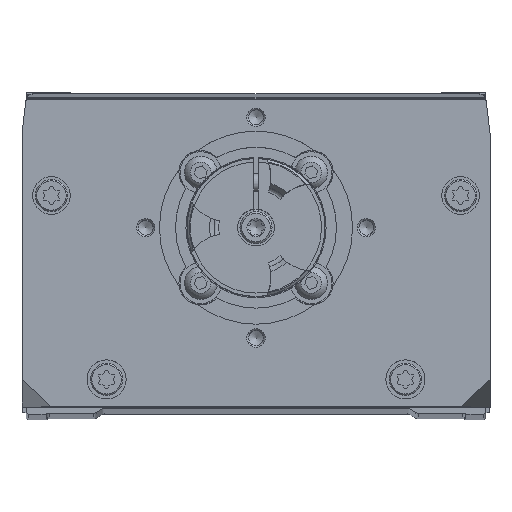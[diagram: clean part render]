
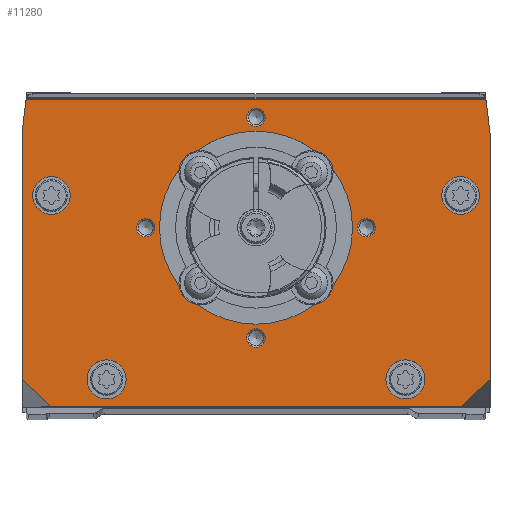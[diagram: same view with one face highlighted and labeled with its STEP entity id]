
A CAD part, top view. The second image highlights one B-rep face of the part: STEP entity #11280.
In plain terms, the highlighted planar face has unit normal (0, 0, 1).
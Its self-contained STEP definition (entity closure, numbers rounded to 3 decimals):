
#344=PLANE('',#13058);
#734=LINE('',#18459,#1617);
#735=LINE('',#18462,#1618);
#736=LINE('',#18464,#1619);
#737=LINE('',#18466,#1620);
#738=LINE('',#18468,#1621);
#739=LINE('',#18472,#1622);
#740=LINE('',#18476,#1623);
#741=LINE('',#18478,#1624);
#1617=VECTOR('',#14682,1000.);
#1618=VECTOR('',#14683,1000.);
#1619=VECTOR('',#14684,1000.);
#1620=VECTOR('',#14685,1000.);
#1621=VECTOR('',#14686,1000.);
#1622=VECTOR('',#14689,1000.);
#1623=VECTOR('',#14692,1000.);
#1624=VECTOR('',#14693,1000.);
#2643=ORIENTED_EDGE('',*,*,#5891,.F.);
#2644=ORIENTED_EDGE('',*,*,#5691,.T.);
#2645=ORIENTED_EDGE('',*,*,#5892,.F.);
#2646=ORIENTED_EDGE('',*,*,#5685,.T.);
#2647=ORIENTED_EDGE('',*,*,#5893,.F.);
#2648=ORIENTED_EDGE('',*,*,#5693,.T.);
#2649=ORIENTED_EDGE('',*,*,#5894,.F.);
#2650=ORIENTED_EDGE('',*,*,#5683,.T.);
#2651=ORIENTED_EDGE('',*,*,#5895,.T.);
#2652=ORIENTED_EDGE('',*,*,#5896,.T.);
#2653=ORIENTED_EDGE('',*,*,#5897,.T.);
#2654=ORIENTED_EDGE('',*,*,#5898,.T.);
#2655=ORIENTED_EDGE('',*,*,#5899,.F.);
#2656=ORIENTED_EDGE('',*,*,#5900,.F.);
#2657=ORIENTED_EDGE('',*,*,#5901,.F.);
#2658=ORIENTED_EDGE('',*,*,#5902,.F.);
#2659=ORIENTED_EDGE('',*,*,#5903,.F.);
#2660=ORIENTED_EDGE('',*,*,#5904,.F.);
#2661=ORIENTED_EDGE('',*,*,#5905,.F.);
#2662=ORIENTED_EDGE('',*,*,#5906,.F.);
#2663=ORIENTED_EDGE('',*,*,#5907,.F.);
#2664=ORIENTED_EDGE('',*,*,#5908,.T.);
#2665=ORIENTED_EDGE('',*,*,#5909,.T.);
#2666=ORIENTED_EDGE('',*,*,#5910,.T.);
#2667=ORIENTED_EDGE('',*,*,#5911,.F.);
#2668=ORIENTED_EDGE('',*,*,#5912,.T.);
#5683=EDGE_CURVE('',#7317,#7316,#8470,.T.);
#5685=EDGE_CURVE('',#7318,#7319,#8471,.T.);
#5691=EDGE_CURVE('',#7325,#7324,#8474,.T.);
#5693=EDGE_CURVE('',#7326,#7327,#8475,.T.);
#5891=EDGE_CURVE('',#7325,#7316,#8578,.F.);
#5892=EDGE_CURVE('',#7318,#7324,#8579,.F.);
#5893=EDGE_CURVE('',#7326,#7319,#8580,.F.);
#5894=EDGE_CURVE('',#7317,#7327,#8581,.F.);
#5895=EDGE_CURVE('',#7508,#7508,#8582,.T.);
#5896=EDGE_CURVE('',#7509,#7509,#8583,.T.);
#5897=EDGE_CURVE('',#7510,#7510,#8584,.T.);
#5898=EDGE_CURVE('',#7511,#7511,#8585,.T.);
#5899=EDGE_CURVE('',#7512,#7512,#8586,.T.);
#5900=EDGE_CURVE('',#7513,#7513,#8587,.T.);
#5901=EDGE_CURVE('',#7514,#7514,#8588,.T.);
#5902=EDGE_CURVE('',#7515,#7515,#8589,.T.);
#5903=EDGE_CURVE('',#7516,#7517,#734,.T.);
#5904=EDGE_CURVE('',#7518,#7516,#735,.T.);
#5905=EDGE_CURVE('',#7519,#7518,#736,.T.);
#5906=EDGE_CURVE('',#7520,#7519,#737,.T.);
#5907=EDGE_CURVE('',#7521,#7520,#738,.T.);
#5908=EDGE_CURVE('',#7521,#7522,#8590,.T.);
#5909=EDGE_CURVE('',#7522,#7523,#739,.T.);
#5910=EDGE_CURVE('',#7523,#7524,#8591,.T.);
#5911=EDGE_CURVE('',#7525,#7524,#740,.T.);
#5912=EDGE_CURVE('',#7525,#7517,#741,.T.);
#7316=VERTEX_POINT('',#17938);
#7317=VERTEX_POINT('',#17940);
#7318=VERTEX_POINT('',#17944);
#7319=VERTEX_POINT('',#17945);
#7324=VERTEX_POINT('',#17956);
#7325=VERTEX_POINT('',#17958);
#7326=VERTEX_POINT('',#17962);
#7327=VERTEX_POINT('',#17963);
#7508=VERTEX_POINT('',#18444);
#7509=VERTEX_POINT('',#18446);
#7510=VERTEX_POINT('',#18448);
#7511=VERTEX_POINT('',#18450);
#7512=VERTEX_POINT('',#18452);
#7513=VERTEX_POINT('',#18454);
#7514=VERTEX_POINT('',#18456);
#7515=VERTEX_POINT('',#18458);
#7516=VERTEX_POINT('',#18460);
#7517=VERTEX_POINT('',#18461);
#7518=VERTEX_POINT('',#18463);
#7519=VERTEX_POINT('',#18465);
#7520=VERTEX_POINT('',#18467);
#7521=VERTEX_POINT('',#18469);
#7522=VERTEX_POINT('',#18471);
#7523=VERTEX_POINT('',#18473);
#7524=VERTEX_POINT('',#18475);
#7525=VERTEX_POINT('',#18477);
#8470=CIRCLE('',#12924,21.);
#8471=CIRCLE('',#12926,21.);
#8474=CIRCLE('',#12930,21.);
#8475=CIRCLE('',#12932,21.);
#8578=CIRCLE('',#13059,4.75);
#8579=CIRCLE('',#13060,4.75);
#8580=CIRCLE('',#13061,4.75);
#8581=CIRCLE('',#13062,4.75);
#8582=CIRCLE('',#13063,2.);
#8583=CIRCLE('',#13064,2.);
#8584=CIRCLE('',#13065,2.);
#8585=CIRCLE('',#13066,2.);
#8586=CIRCLE('',#13067,4.1);
#8587=CIRCLE('',#13068,4.1);
#8588=CIRCLE('',#13069,4.25);
#8589=CIRCLE('',#13070,4.25);
#8590=CIRCLE('',#13071,2.);
#8591=CIRCLE('',#13072,2.);
#9132=EDGE_LOOP('',(#2643,#2644,#2645,#2646,#2647,#2648,#2649,#2650));
#9133=EDGE_LOOP('',(#2651));
#9134=EDGE_LOOP('',(#2652));
#9135=EDGE_LOOP('',(#2653));
#9136=EDGE_LOOP('',(#2654));
#9137=EDGE_LOOP('',(#2655));
#9138=EDGE_LOOP('',(#2656));
#9139=EDGE_LOOP('',(#2657));
#9140=EDGE_LOOP('',(#2658));
#9141=EDGE_LOOP('',(#2659,#2660,#2661,#2662,#2663,#2664,#2665,#2666,#2667,
#2668));
#10064=FACE_BOUND('',#9132,.T.);
#10065=FACE_BOUND('',#9133,.T.);
#10066=FACE_BOUND('',#9134,.T.);
#10067=FACE_BOUND('',#9135,.T.);
#10068=FACE_BOUND('',#9136,.T.);
#10069=FACE_BOUND('',#9137,.T.);
#10070=FACE_BOUND('',#9138,.T.);
#10071=FACE_BOUND('',#9139,.T.);
#10072=FACE_BOUND('',#9140,.T.);
#10073=FACE_BOUND('',#9141,.T.);
#11280=ADVANCED_FACE('',(#10064,#10065,#10066,#10067,#10068,#10069,#10070,
#10071,#10072,#10073),#344,.F.);
#12924=AXIS2_PLACEMENT_3D('',#17939,#14304,#14305);
#12926=AXIS2_PLACEMENT_3D('',#17943,#14309,#14310);
#12930=AXIS2_PLACEMENT_3D('',#17957,#14320,#14321);
#12932=AXIS2_PLACEMENT_3D('',#17961,#14325,#14326);
#13058=AXIS2_PLACEMENT_3D('',#18438,#14656,#14657);
#13059=AXIS2_PLACEMENT_3D('',#18439,#14658,#14659);
#13060=AXIS2_PLACEMENT_3D('',#18440,#14660,#14661);
#13061=AXIS2_PLACEMENT_3D('',#18441,#14662,#14663);
#13062=AXIS2_PLACEMENT_3D('',#18442,#14664,#14665);
#13063=AXIS2_PLACEMENT_3D('',#18443,#14666,#14667);
#13064=AXIS2_PLACEMENT_3D('',#18445,#14668,#14669);
#13065=AXIS2_PLACEMENT_3D('',#18447,#14670,#14671);
#13066=AXIS2_PLACEMENT_3D('',#18449,#14672,#14673);
#13067=AXIS2_PLACEMENT_3D('',#18451,#14674,#14675);
#13068=AXIS2_PLACEMENT_3D('',#18453,#14676,#14677);
#13069=AXIS2_PLACEMENT_3D('',#18455,#14678,#14679);
#13070=AXIS2_PLACEMENT_3D('',#18457,#14680,#14681);
#13071=AXIS2_PLACEMENT_3D('',#18470,#14687,#14688);
#13072=AXIS2_PLACEMENT_3D('',#18474,#14690,#14691);
#14304=DIRECTION('',(0.,0.,-1.));
#14305=DIRECTION('',(-1.,0.,0.));
#14309=DIRECTION('',(0.,0.,-1.));
#14310=DIRECTION('',(-1.,0.,0.));
#14320=DIRECTION('',(0.,0.,-1.));
#14321=DIRECTION('',(-1.,0.,0.));
#14325=DIRECTION('',(0.,0.,-1.));
#14326=DIRECTION('',(-1.,0.,0.));
#14656=DIRECTION('',(0.,0.,-1.));
#14657=DIRECTION('',(-1.,0.,0.));
#14658=DIRECTION('',(0.,0.,-1.));
#14659=DIRECTION('',(-1.,0.,0.));
#14660=DIRECTION('',(0.,0.,-1.));
#14661=DIRECTION('',(-1.,0.,0.));
#14662=DIRECTION('',(0.,0.,-1.));
#14663=DIRECTION('',(-1.,0.,0.));
#14664=DIRECTION('',(0.,0.,-1.));
#14665=DIRECTION('',(-1.,0.,0.));
#14666=DIRECTION('',(0.,0.,-1.));
#14667=DIRECTION('',(-1.,0.,0.));
#14668=DIRECTION('',(0.,0.,-1.));
#14669=DIRECTION('',(-1.,0.,0.));
#14670=DIRECTION('',(0.,0.,-1.));
#14671=DIRECTION('',(-1.,0.,0.));
#14672=DIRECTION('',(0.,0.,-1.));
#14673=DIRECTION('',(-1.,0.,0.));
#14674=DIRECTION('',(0.,0.,1.));
#14675=DIRECTION('',(1.,0.,0.));
#14676=DIRECTION('',(0.,0.,1.));
#14677=DIRECTION('',(1.,0.,0.));
#14678=DIRECTION('',(0.,0.,1.));
#14679=DIRECTION('',(1.,0.,0.));
#14680=DIRECTION('',(0.,0.,1.));
#14681=DIRECTION('',(1.,0.,0.));
#14682=DIRECTION('',(-0.735,0.678,0.));
#14683=DIRECTION('',(-1.,0.,0.));
#14684=DIRECTION('',(-0.735,-0.678,0.));
#14685=DIRECTION('',(0.,-1.,0.));
#14686=DIRECTION('',(0.118,-0.993,0.));
#14687=DIRECTION('',(0.,0.,1.));
#14688=DIRECTION('',(1.,0.,0.));
#14689=DIRECTION('',(-1.,0.,0.));
#14690=DIRECTION('',(0.,0.,1.));
#14691=DIRECTION('',(1.,0.,0.));
#14692=DIRECTION('',(0.118,0.993,0.));
#14693=DIRECTION('',(0.,-1.,0.));
#17938=CARTESIAN_POINT('',(-16.721,53.204,21.5));
#17939=CARTESIAN_POINT('',(0.,40.5,21.5));
#17940=CARTESIAN_POINT('',(-16.721,27.796,21.5));
#17943=CARTESIAN_POINT('',(0.,40.5,21.5));
#17944=CARTESIAN_POINT('',(16.721,53.204,21.5));
#17945=CARTESIAN_POINT('',(16.721,27.796,21.5));
#17956=CARTESIAN_POINT('',(12.704,57.221,21.5));
#17957=CARTESIAN_POINT('',(0.,40.5,21.5));
#17958=CARTESIAN_POINT('',(-12.704,57.221,21.5));
#17961=CARTESIAN_POINT('',(0.,40.5,21.5));
#17962=CARTESIAN_POINT('',(12.704,23.779,21.5));
#17963=CARTESIAN_POINT('',(-12.704,23.779,21.5));
#18438=CARTESIAN_POINT('',(50.9,68.769,21.5));
#18439=CARTESIAN_POINT('',(-12.021,52.521,21.5));
#18440=CARTESIAN_POINT('',(12.021,52.521,21.5));
#18441=CARTESIAN_POINT('',(12.021,28.479,21.5));
#18442=CARTESIAN_POINT('',(-12.021,28.479,21.5));
#18443=CARTESIAN_POINT('',(-24.,40.5,21.5));
#18444=CARTESIAN_POINT('',(-26.,40.5,21.5));
#18445=CARTESIAN_POINT('',(0.,16.5,21.5));
#18446=CARTESIAN_POINT('',(-2.,16.5,21.5));
#18447=CARTESIAN_POINT('',(24.,40.5,21.5));
#18448=CARTESIAN_POINT('',(22.,40.5,21.5));
#18449=CARTESIAN_POINT('',(0.,64.5,21.5));
#18450=CARTESIAN_POINT('',(-2.,64.5,21.5));
#18451=CARTESIAN_POINT('',(-44.5,47.5,21.5));
#18452=CARTESIAN_POINT('',(-40.4,47.5,21.5));
#18453=CARTESIAN_POINT('',(44.5,47.5,21.5));
#18454=CARTESIAN_POINT('',(48.6,47.5,21.5));
#18455=CARTESIAN_POINT('',(-32.5,7.5,21.5));
#18456=CARTESIAN_POINT('',(-28.25,7.5,21.5));
#18457=CARTESIAN_POINT('',(32.5,7.5,21.5));
#18458=CARTESIAN_POINT('',(36.75,7.5,21.5));
#18459=CARTESIAN_POINT('',(-26.385,-15.128,21.5));
#18460=CARTESIAN_POINT('',(-44.436,1.5,21.5));
#18461=CARTESIAN_POINT('',(-50.9,7.455,21.5));
#18462=CARTESIAN_POINT('',(50.9,1.5,21.5));
#18463=CARTESIAN_POINT('',(44.436,1.5,21.5));
#18464=CARTESIAN_POINT('',(81.454,35.6,21.5));
#18465=CARTESIAN_POINT('',(50.9,7.455,21.5));
#18466=CARTESIAN_POINT('',(50.9,68.769,21.5));
#18467=CARTESIAN_POINT('',(50.9,60.999,21.5));
#18468=CARTESIAN_POINT('',(50.073,67.937,21.5));
#18469=CARTESIAN_POINT('',(50.073,67.937,21.5));
#18470=CARTESIAN_POINT('',(48.087,67.7,21.5));
#18471=CARTESIAN_POINT('',(49.965,68.388,21.5));
#18472=CARTESIAN_POINT('',(50.9,68.388,21.5));
#18473=CARTESIAN_POINT('',(-49.965,68.388,21.5));
#18474=CARTESIAN_POINT('',(-48.087,67.7,21.5));
#18475=CARTESIAN_POINT('',(-50.073,67.937,21.5));
#18476=CARTESIAN_POINT('',(-52.231,49.841,21.5));
#18477=CARTESIAN_POINT('',(-50.9,60.999,21.5));
#18478=CARTESIAN_POINT('',(-50.9,68.769,21.5));
